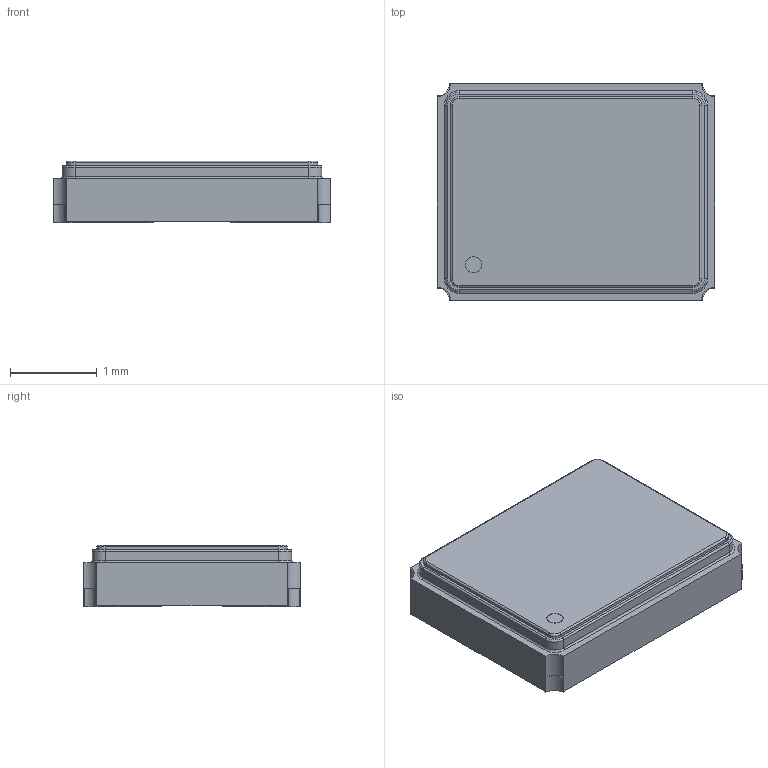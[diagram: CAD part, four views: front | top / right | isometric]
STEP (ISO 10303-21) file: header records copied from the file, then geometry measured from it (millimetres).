
FILE_DESCRIPTION (( 'STEP AP214' ), '1' );
FILE_NAME ('CRYSTAL-SMD_4P-L3.2-W2.5-BL-1.STEP', '2021-10-19T07:04:57', ( 'PC' ), ( 'Microsoft' ), 'SwSTEP 2.0', 'SolidWorks 2018', '' );
FILE_SCHEMA (( 'AUTOMOTIVE_DESIGN' ));
Length unit declared in the file: millimetre
Products named in the file (2): CRYSTAL-SMD_4P-L3.2-W2.5-BL-1
Bounding box: 3.2 x 2.5 x 0.71 mm (x, y, z)
Volume: 5.3 mm3; surface area: 23.4 mm2
Topology: 1 solids, 1 shells, 151 faces, 393 edges, 254 vertices
Faces by surface type: plane 95, cylinder 30, bspline 14, torus 12
Entity records: 6985 total; most frequent: CARTESIAN_POINT 1598, ORIENTED_EDGE 786, DIRECTION 723, EDGE_CURVE 393, VECTOR 285, LINE 285, VERTEX_POINT 254, AXIS2_PLACEMENT_3D 219
